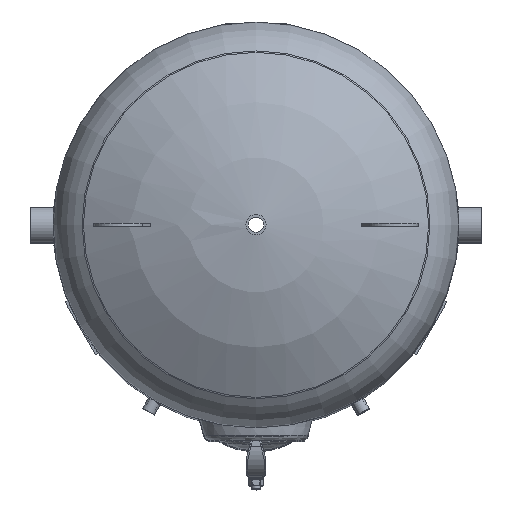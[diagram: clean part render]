
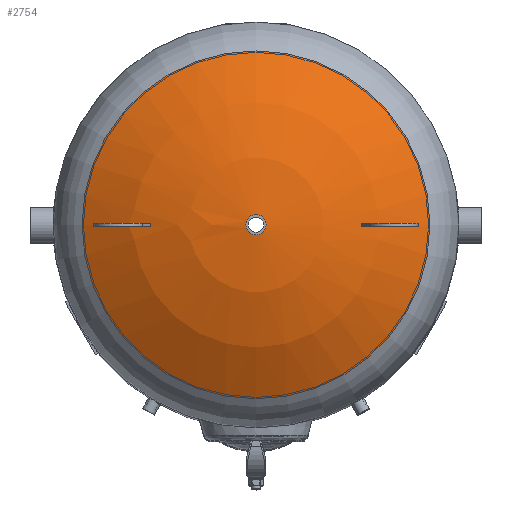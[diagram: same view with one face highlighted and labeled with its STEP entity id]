
A CAD part, top view. The second image highlights one B-rep face of the part: STEP entity #2754.
In plain terms, the highlighted spherical face has radius 640 mm.
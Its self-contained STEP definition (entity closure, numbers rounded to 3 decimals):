
#661=SPHERICAL_SURFACE('',#3045,640.);
#744=FACE_BOUND('',#1147,.T.);
#900=FACE_OUTER_BOUND('',#1146,.T.);
#1146=EDGE_LOOP('',(#2484));
#1147=EDGE_LOOP('',(#2485));
#1244=CIRCLE('',#3032,20.);
#1250=CIRCLE('',#3044,342.786);
#1493=VERTEX_POINT('',#20846);
#1499=VERTEX_POINT('',#20864);
#1827=EDGE_CURVE('',#1493,#1493,#1244,.T.);
#1833=EDGE_CURVE('',#1499,#1499,#1250,.T.);
#2484=ORIENTED_EDGE('',*,*,#1827,.T.);
#2485=ORIENTED_EDGE('',*,*,#1833,.T.);
#2754=ADVANCED_FACE('',(#900,#744),#661,.T.);
#3032=AXIS2_PLACEMENT_3D('',#20847,#3694,#3695);
#3044=AXIS2_PLACEMENT_3D('',#20865,#3718,#3719);
#3045=AXIS2_PLACEMENT_3D('',#20866,#3720,#3721);
#3694=DIRECTION('center_axis',(0.,0.,-1.));
#3695=DIRECTION('ref_axis',(1.,0.,0.));
#3718=DIRECTION('center_axis',(0.,0.,1.));
#3719=DIRECTION('ref_axis',(1.,0.,0.));
#3720=DIRECTION('center_axis',(0.,0.,1.));
#3721=DIRECTION('ref_axis',(1.,0.,0.));
#20846=CARTESIAN_POINT('',(-20.,0.,209.687));
#20847=CARTESIAN_POINT('Origin',(0.,0.,209.687));
#20864=CARTESIAN_POINT('',(342.786,0.,110.46));
#20865=CARTESIAN_POINT('Origin',(0.,0.,110.46));
#20866=CARTESIAN_POINT('Origin',(0.,0.,-430.));
